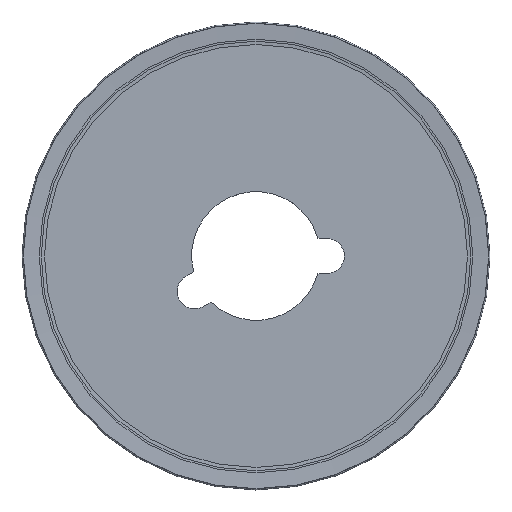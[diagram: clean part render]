
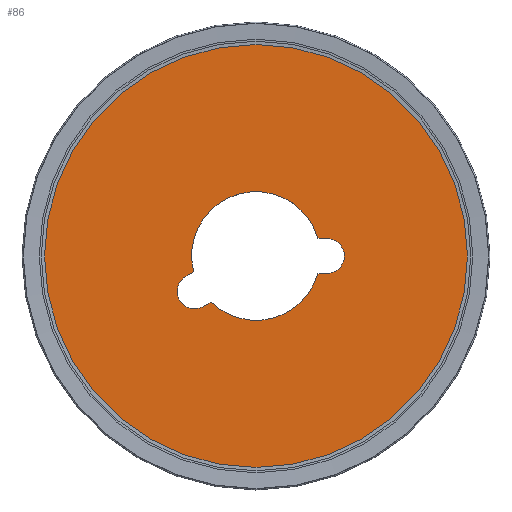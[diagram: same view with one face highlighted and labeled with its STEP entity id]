
A CAD part, top view. The second image highlights one B-rep face of the part: STEP entity #86.
In plain terms, the highlighted planar face has unit normal (0, 0, 1).
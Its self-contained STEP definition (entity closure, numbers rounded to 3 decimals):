
#49=PLANE('',#392);
#55=FACE_BOUND('',#124,.T.);
#56=FACE_BOUND('',#125,.T.);
#86=ADVANCED_FACE('',(#55,#56),#49,.T.);
#124=EDGE_LOOP('',(#187,#188,#189,#190,#191,#192,#193,#194));
#125=EDGE_LOOP('',(#195));
#161=CIRCLE('',#385,11.);
#163=CIRCLE('',#388,3.);
#164=CIRCLE('',#389,11.);
#165=CIRCLE('',#390,3.);
#166=CIRCLE('',#391,39.4);
#187=ORIENTED_EDGE('',*,*,#293,.F.);
#188=ORIENTED_EDGE('',*,*,#294,.F.);
#189=ORIENTED_EDGE('',*,*,#295,.F.);
#190=ORIENTED_EDGE('',*,*,#296,.T.);
#191=ORIENTED_EDGE('',*,*,#297,.F.);
#192=ORIENTED_EDGE('',*,*,#298,.F.);
#193=ORIENTED_EDGE('',*,*,#299,.F.);
#194=ORIENTED_EDGE('',*,*,#290,.T.);
#195=ORIENTED_EDGE('',*,*,#300,.F.);
#260=VERTEX_POINT('',#550);
#261=VERTEX_POINT('',#552);
#263=VERTEX_POINT('',#558);
#264=VERTEX_POINT('',#560);
#265=VERTEX_POINT('',#562);
#266=VERTEX_POINT('',#564);
#267=VERTEX_POINT('',#566);
#268=VERTEX_POINT('',#568);
#269=VERTEX_POINT('',#571);
#290=EDGE_CURVE('',#261,#260,#161,.T.);
#293=EDGE_CURVE('',#263,#260,#329,.T.);
#294=EDGE_CURVE('',#264,#263,#163,.T.);
#295=EDGE_CURVE('',#265,#264,#330,.T.);
#296=EDGE_CURVE('',#265,#266,#164,.T.);
#297=EDGE_CURVE('',#267,#266,#331,.T.);
#298=EDGE_CURVE('',#268,#267,#165,.T.);
#299=EDGE_CURVE('',#261,#268,#332,.T.);
#300=EDGE_CURVE('',#269,#269,#166,.T.);
#329=LINE('',#557,#345);
#330=LINE('',#561,#346);
#331=LINE('',#565,#347);
#332=LINE('',#569,#348);
#345=VECTOR('',#446,1.);
#346=VECTOR('',#449,1.);
#347=VECTOR('',#452,1.);
#348=VECTOR('',#455,1.);
#385=AXIS2_PLACEMENT_3D('',#551,#439,#440);
#388=AXIS2_PLACEMENT_3D('',#559,#447,#448);
#389=AXIS2_PLACEMENT_3D('',#563,#450,#451);
#390=AXIS2_PLACEMENT_3D('',#567,#453,#454);
#391=AXIS2_PLACEMENT_3D('',#570,#456,#457);
#392=AXIS2_PLACEMENT_3D('',#572,#458,#459);
#439=DIRECTION('',(0.,0.,-1.));
#440=DIRECTION('',(-1.,0.,0.));
#446=DIRECTION('',(0.866,0.5,0.));
#447=DIRECTION('',(0.,0.,1.));
#448=DIRECTION('',(1.,0.,0.));
#449=DIRECTION('',(-0.866,-0.5,0.));
#450=DIRECTION('',(0.,0.,-1.));
#451=DIRECTION('',(-1.,0.,0.));
#452=DIRECTION('',(-1.,0.,0.));
#453=DIRECTION('',(0.,0.,1.));
#454=DIRECTION('',(1.,0.,0.));
#455=DIRECTION('',(1.,0.,0.));
#456=DIRECTION('',(0.,0.,-1.));
#457=DIRECTION('',(-1.,0.,0.));
#458=DIRECTION('',(0.,0.,1.));
#459=DIRECTION('',(-1.,0.,0.));
#550=CARTESIAN_POINT('',(-7.665,-7.89,0.));
#551=CARTESIAN_POINT('',(0.,0.,0.));
#552=CARTESIAN_POINT('',(10.583,-3.,0.));
#557=CARTESIAN_POINT('',(-28.05,-19.659,0.));
#558=CARTESIAN_POINT('',(-8.979,-8.648,0.));
#559=CARTESIAN_POINT('',(-10.479,-6.05,0.));
#560=CARTESIAN_POINT('',(-11.979,-3.452,0.));
#561=CARTESIAN_POINT('',(-31.05,-14.463,0.));
#562=CARTESIAN_POINT('',(-10.665,-2.693,0.));
#563=CARTESIAN_POINT('',(0.,0.,0.));
#564=CARTESIAN_POINT('',(10.583,3.,0.));
#565=CARTESIAN_POINT('',(-39.4,3.,0.));
#566=CARTESIAN_POINT('',(12.1,3.,0.));
#567=CARTESIAN_POINT('',(12.1,0.,0.));
#568=CARTESIAN_POINT('',(12.1,-3.,0.));
#569=CARTESIAN_POINT('',(-39.4,-3.,0.));
#570=CARTESIAN_POINT('',(0.,0.,0.));
#571=CARTESIAN_POINT('',(-39.4,0.,0.));
#572=CARTESIAN_POINT('',(-39.4,0.,0.));
